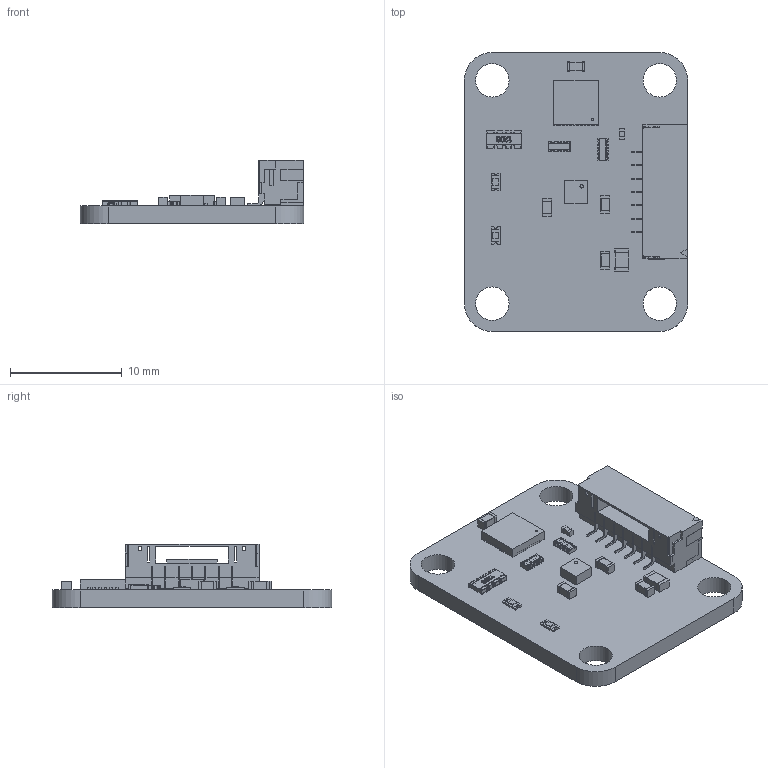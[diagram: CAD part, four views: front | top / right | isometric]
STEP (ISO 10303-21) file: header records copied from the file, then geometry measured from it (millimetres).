
FILE_DESCRIPTION(('FreeCAD Model'),'2;1');
FILE_NAME('accelerometer-v2.step','2019-01-29T15:08:07',('kicad StepUp'),('ksu MCAD'), 'Open CASCADE STEP processor 7.3','FreeCAD','Unknown');
FILE_SCHEMA(('AUTOMOTIVE_DESIGN { 1 0 10303 214 1 1 1 1 }'));
Length unit declared in the file: millimetre
Products named in the file (20): accelerometer-v2; Board_Geoms; Pcb; PCB_Sketch; Step_Models; Top; U2_LGA-12_2x2mm_5B2D0B11; RP1_Cut_5B2CFE43; C1_C_0402_5B2CFDF4; C2_C_0805_5B2CFDFA; C3_C_0603_5B2CFE00; C4_C_0603_5B2CFE06; C5_C_0603_5B2CFE0C; C6_C_0603_5B2CFE12; D1_D_0603_blue_5B2CFE13; P1_BrickletConn_7pin_5B2CFE24; U1_QFN-24_4x4mm_Pitch0.5mm_5B2CFE6F; RP2_Cut_5B2CFEF4; D2_D_0603_red_5B30B531; RP3_R_4x0603_5B30B541
Assembly tree (19 placements, depth 4):
  accelerometer-v2
    Board_Geoms
      Pcb
      PCB_Sketch
    Step_Models
      Top
        U2_LGA-12_2x2mm_5B2D0B11
        RP1_Cut_5B2CFE43
        C1_C_0402_5B2CFDF4
        C2_C_0805_5B2CFDFA
        C3_C_0603_5B2CFE00
        C4_C_0603_5B2CFE06
        C5_C_0603_5B2CFE0C
        C6_C_0603_5B2CFE12
        D1_D_0603_blue_5B2CFE13
        P1_BrickletConn_7pin_5B2CFE24
        U1_QFN-24_4x4mm_Pitch0.5mm_5B2CFE6F
        RP2_Cut_5B2CFEF4
        D2_D_0603_red_5B30B531
        RP3_R_4x0603_5B30B541
Bounding box: 20 x 25 x 5.7 mm (x, y, z)
Volume: 863.3 mm3; surface area: 1719.9 mm2
Topology: 20 solids, 20 shells, 1499 faces, 4262 edges, 2810 vertices
Faces by surface type: plane 1223, cylinder 138, bspline 138
Full cylindrical faces by diameter (mm): 3 x4
Entity records: 58958 total; most frequent: CARTESIAN_POINT 9833, ORIENTED_EDGE 8508, DIRECTION 7028, EDGE_CURVE 4254, LINE 3706, VECTOR 3706, VERTEX_POINT 2794, AXIS2_PLACEMENT_3D 1661
